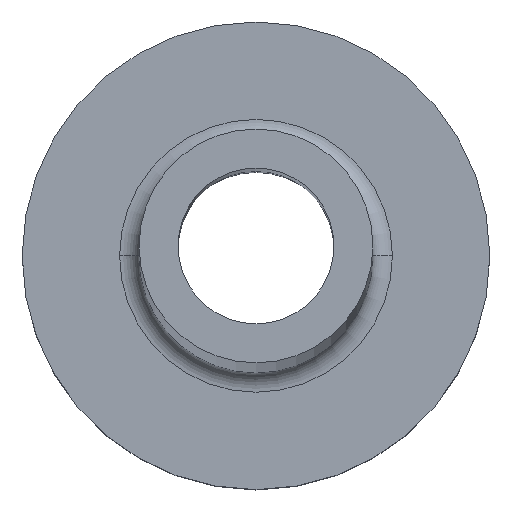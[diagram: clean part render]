
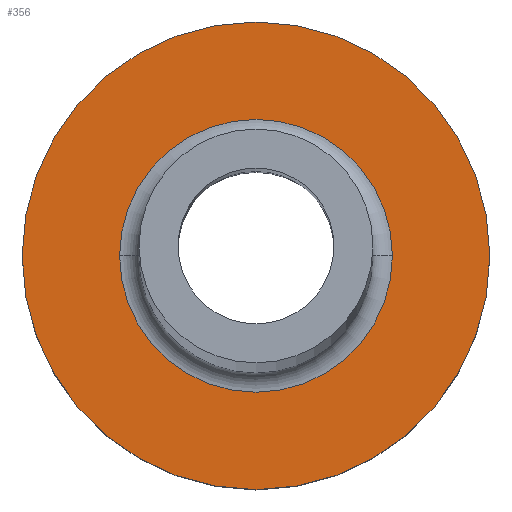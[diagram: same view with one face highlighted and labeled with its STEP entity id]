
A CAD part, top view. The second image highlights one B-rep face of the part: STEP entity #356.
In plain terms, the highlighted planar face has unit normal (0, 0, 1).
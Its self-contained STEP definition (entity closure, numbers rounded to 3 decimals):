
#4 = FACE_OUTER_BOUND ( 'NONE', #336, .T. ) ;
#12 = CARTESIAN_POINT ( 'NONE',  ( 0., 0., 5. ) ) ;
#18 = CARTESIAN_POINT ( 'NONE',  ( -6., 0., 5. ) ) ;
#26 = EDGE_CURVE ( 'NONE', #354, #346, #42, .T. ) ;
#42 = CIRCLE ( 'NONE', #112, 6. ) ;
#47 = CARTESIAN_POINT ( 'NONE',  ( -3.5, 0., 5. ) ) ;
#50 = EDGE_LOOP ( 'NONE', ( #334, #86 ) ) ;
#65 = PLANE ( 'NONE',  #278 ) ;
#86 = ORIENTED_EDGE ( 'NONE', *, *, #326, .T. ) ;
#94 = VERTEX_POINT ( 'NONE', #372 ) ;
#103 = DIRECTION ( 'NONE',  ( 1., 0., 0. ) ) ;
#112 = AXIS2_PLACEMENT_3D ( 'NONE', #12, #146, #173 ) ;
#114 = DIRECTION ( 'NONE',  ( 0., 0., 1. ) ) ;
#140 = CARTESIAN_POINT ( 'NONE',  ( 0., 0., 5. ) ) ;
#145 = CARTESIAN_POINT ( 'NONE',  ( 0., 0., 5. ) ) ;
#146 = DIRECTION ( 'NONE',  ( 0., 0., 1. ) ) ;
#148 = CIRCLE ( 'NONE', #430, 6. ) ;
#161 = DIRECTION ( 'NONE',  ( 1., 0., 0. ) ) ;
#173 = DIRECTION ( 'NONE',  ( 1., 0., 0. ) ) ;
#177 = DIRECTION ( 'NONE',  ( 0., 0., -1. ) ) ;
#199 = AXIS2_PLACEMENT_3D ( 'NONE', #402, #364, #335 ) ;
#214 = CIRCLE ( 'NONE', #199, 3.5 ) ;
#274 = DIRECTION ( 'NONE',  ( 0., 0., 1. ) ) ;
#278 = AXIS2_PLACEMENT_3D ( 'NONE', #140, #274, #103 ) ;
#309 = EDGE_CURVE ( 'NONE', #94, #315, #355, .T. ) ;
#315 = VERTEX_POINT ( 'NONE', #47 ) ;
#317 = EDGE_CURVE ( 'NONE', #346, #354, #148, .T. ) ;
#321 = FACE_BOUND ( 'NONE', #50, .T. ) ;
#326 = EDGE_CURVE ( 'NONE', #315, #94, #214, .T. ) ;
#334 = ORIENTED_EDGE ( 'NONE', *, *, #309, .T. ) ;
#335 = DIRECTION ( 'NONE',  ( 1., 0., 0. ) ) ;
#336 = EDGE_LOOP ( 'NONE', ( #420, #416 ) ) ;
#337 = CARTESIAN_POINT ( 'NONE',  ( 0., 0., 5. ) ) ;
#346 = VERTEX_POINT ( 'NONE', #18 ) ;
#354 = VERTEX_POINT ( 'NONE', #428 ) ;
#355 = CIRCLE ( 'NONE', #422, 3.5 ) ;
#356 = ADVANCED_FACE ( 'NONE', ( #321, #4 ), #65, .T. ) ;
#364 = DIRECTION ( 'NONE',  ( 0., 0., -1. ) ) ;
#372 = CARTESIAN_POINT ( 'NONE',  ( 3.5, 0., 5. ) ) ;
#374 = DIRECTION ( 'NONE',  ( 1., 0., 0. ) ) ;
#402 = CARTESIAN_POINT ( 'NONE',  ( 0., 0., 5. ) ) ;
#416 = ORIENTED_EDGE ( 'NONE', *, *, #26, .T. ) ;
#420 = ORIENTED_EDGE ( 'NONE', *, *, #317, .T. ) ;
#422 = AXIS2_PLACEMENT_3D ( 'NONE', #145, #177, #374 ) ;
#428 = CARTESIAN_POINT ( 'NONE',  ( 6., 0., 5. ) ) ;
#430 = AXIS2_PLACEMENT_3D ( 'NONE', #337, #114, #161 ) ;
